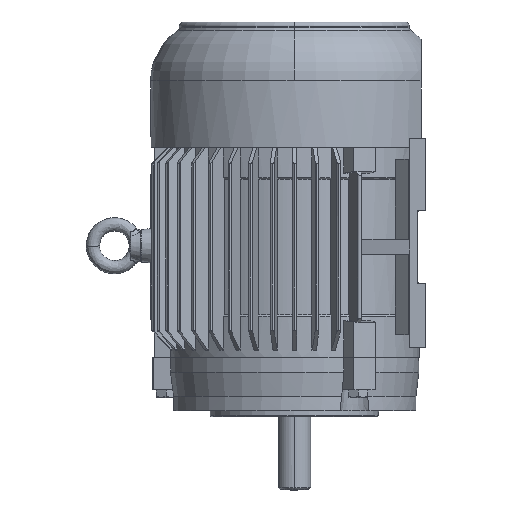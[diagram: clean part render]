
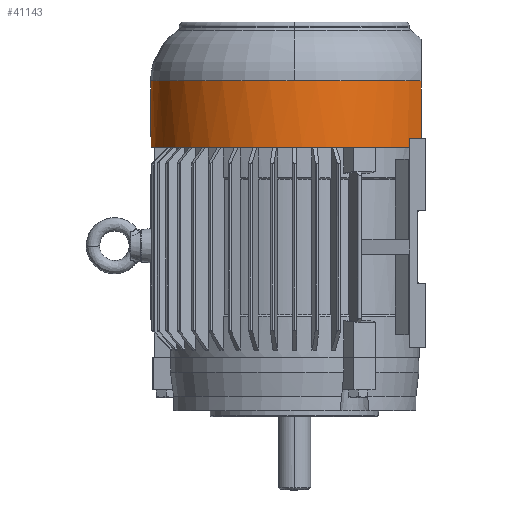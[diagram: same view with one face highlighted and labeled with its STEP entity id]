
A CAD part, left-side view. The second image highlights one B-rep face of the part: STEP entity #41143.
In plain terms, the highlighted cylindrical face has radius 97.5 mm (diameter 195 mm), a partial arc.
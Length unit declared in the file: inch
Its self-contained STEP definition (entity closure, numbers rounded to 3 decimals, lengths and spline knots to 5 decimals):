
#99 = CARTESIAN_POINT ( 'NONE',  ( 0., 0., 2.99295 ) ) ;
#3333 = ORIENTED_EDGE ( 'NONE', *, *, #30151, .T. ) ;
#4089 = CARTESIAN_POINT ( 'NONE',  ( -1.80856, -3.38583, -0.29457 ) ) ;
#4203 = CIRCLE ( 'NONE', #30826, 3.83858 ) ;
#5514 = CARTESIAN_POINT ( 'NONE',  ( 3.83858, 0., 1.4772 ) ) ;
#5676 = AXIS2_PLACEMENT_3D ( 'NONE', #99, #21542, #16688 ) ;
#5911 = CARTESIAN_POINT ( 'NONE',  ( -1.80856, -3.38583, 1.4772 ) ) ;
#6690 = DIRECTION ( 'NONE',  ( 0., 0., -1. ) ) ;
#6817 = VERTEX_POINT ( 'NONE', #5911 ) ;
#7573 = FACE_OUTER_BOUND ( 'NONE', #51933, .T. ) ;
#8335 = CARTESIAN_POINT ( 'NONE',  ( -1.80856, -3.38583, 2.99295 ) ) ;
#9833 = CIRCLE ( 'NONE', #43518, 3.83858 ) ;
#10899 = CARTESIAN_POINT ( 'NONE',  ( 1.80856, -3.38583, 2.99295 ) ) ;
#11587 = CARTESIAN_POINT ( 'NONE',  ( 1.80856, -3.38583, -0.29457 ) ) ;
#12062 = DIRECTION ( 'NONE',  ( 0., 0., 1. ) ) ;
#12142 = CARTESIAN_POINT ( 'NONE',  ( 0., 0., 1.4772 ) ) ;
#12740 = CARTESIAN_POINT ( 'NONE',  ( 0., 0., 1.4772 ) ) ;
#16688 = DIRECTION ( 'NONE',  ( 0., -1., 0. ) ) ;
#17957 = CARTESIAN_POINT ( 'NONE',  ( 0., 0., 1.4772 ) ) ;
#18145 = CARTESIAN_POINT ( 'NONE',  ( 1.80856, -3.38583, 1.4772 ) ) ;
#19029 = ORIENTED_EDGE ( 'NONE', *, *, #45624, .T. ) ;
#19597 = CYLINDRICAL_SURFACE ( 'NONE', #5676, 3.83858 ) ;
#19749 = AXIS2_PLACEMENT_3D ( 'NONE', #12142, #20200, #46316 ) ;
#20200 = DIRECTION ( 'NONE',  ( 0., 0., -1. ) ) ;
#20812 = CIRCLE ( 'NONE', #43287, 3.83858 ) ;
#21542 = DIRECTION ( 'NONE',  ( 0., 0., 1. ) ) ;
#21894 = DIRECTION ( 'NONE',  ( 0., 0., -1. ) ) ;
#25673 = DIRECTION ( 'NONE',  ( 0., 0., -1. ) ) ;
#26194 = EDGE_CURVE ( 'NONE', #32517, #6817, #31263, .T. ) ;
#26743 = EDGE_CURVE ( 'NONE', #32517, #27671, #9833, .T. ) ;
#27671 = VERTEX_POINT ( 'NONE', #11587 ) ;
#29547 = ORIENTED_EDGE ( 'NONE', *, *, #26743, .F. ) ;
#30151 = EDGE_CURVE ( 'NONE', #6817, #30441, #4203, .T. ) ;
#30441 = VERTEX_POINT ( 'NONE', #51828 ) ;
#30826 = AXIS2_PLACEMENT_3D ( 'NONE', #17957, #21894, #30866 ) ;
#30866 = DIRECTION ( 'NONE',  ( 0., -1., 0. ) ) ;
#31263 = LINE ( 'NONE', #8335, #40546 ) ;
#31443 = EDGE_CURVE ( 'NONE', #30441, #35523, #20812, .T. ) ;
#32290 = CARTESIAN_POINT ( 'NONE',  ( 0., 0., -0.29457 ) ) ;
#32517 = VERTEX_POINT ( 'NONE', #4089 ) ;
#33564 = EDGE_CURVE ( 'NONE', #35523, #45936, #53405, .T. ) ;
#35523 = VERTEX_POINT ( 'NONE', #5514 ) ;
#36918 = ORIENTED_EDGE ( 'NONE', *, *, #26194, .T. ) ;
#38489 = LINE ( 'NONE', #10899, #55148 ) ;
#38665 = ORIENTED_EDGE ( 'NONE', *, *, #33564, .T. ) ;
#40546 = VECTOR ( 'NONE', #12062, 39.37008 ) ;
#40847 = DIRECTION ( 'NONE',  ( 0., -1., 0. ) ) ;
#40932 = DIRECTION ( 'NONE',  ( 0., 0., -1. ) ) ;
#41095 = ORIENTED_EDGE ( 'NONE', *, *, #31443, .T. ) ;
#41143 = ADVANCED_FACE ( 'NONE', ( #7573 ), #19597, .T. ) ;
#43287 = AXIS2_PLACEMENT_3D ( 'NONE', #12740, #25673, #50820 ) ;
#43518 = AXIS2_PLACEMENT_3D ( 'NONE', #32290, #6690, #40847 ) ;
#45624 = EDGE_CURVE ( 'NONE', #45936, #27671, #38489, .T. ) ;
#45936 = VERTEX_POINT ( 'NONE', #18145 ) ;
#46316 = DIRECTION ( 'NONE',  ( 0., -1., 0. ) ) ;
#50820 = DIRECTION ( 'NONE',  ( 0., -1., 0. ) ) ;
#51828 = CARTESIAN_POINT ( 'NONE',  ( -3.83858, 0., 1.4772 ) ) ;
#51933 = EDGE_LOOP ( 'NONE', ( #3333, #41095, #38665, #19029, #29547, #36918 ) ) ;
#53405 = CIRCLE ( 'NONE', #19749, 3.83858 ) ;
#55148 = VECTOR ( 'NONE', #40932, 39.37008 ) ;
